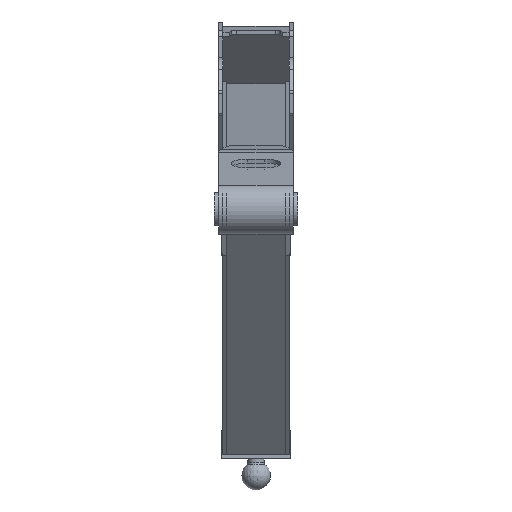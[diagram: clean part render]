
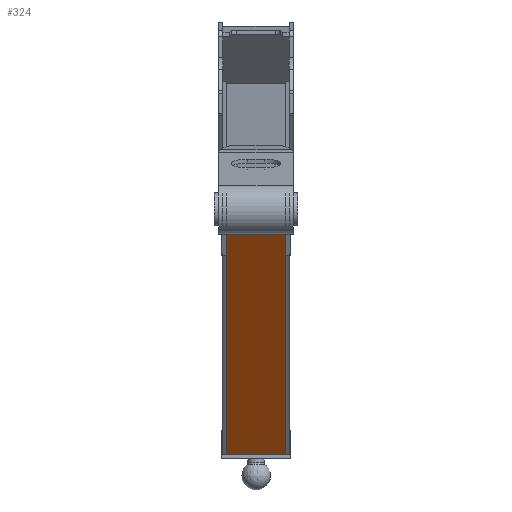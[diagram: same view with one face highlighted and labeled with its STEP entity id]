
A CAD part, front view. The second image highlights one B-rep face of the part: STEP entity #324.
In plain terms, the highlighted planar face has unit normal (0, -0.372, -0.928).
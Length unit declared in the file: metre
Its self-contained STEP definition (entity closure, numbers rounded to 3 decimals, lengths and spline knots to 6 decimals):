
#324 = ADVANCED_FACE( '', ( #746 ), #747, .T. );
#746 = FACE_OUTER_BOUND( '', #1269, .T. );
#747 = PLANE( '', #1270 );
#1269 = EDGE_LOOP( '', ( #2251, #2252, #2253, #2254 ) );
#1270 = AXIS2_PLACEMENT_3D( '', #2255, #2256, #2257 );
#2251 = ORIENTED_EDGE( '', *, *, #3382, .T. );
#2252 = ORIENTED_EDGE( '', *, *, #3471, .T. );
#2253 = ORIENTED_EDGE( '', *, *, #3312, .F. );
#2254 = ORIENTED_EDGE( '', *, *, #3417, .F. );
#2255 = CARTESIAN_POINT( '', ( 0.368714, 2.285554, 0.432938 ) );
#2256 = DIRECTION( '', ( 0., -0.372, -0.928 ) );
#2257 = DIRECTION( '', ( 0., 0.928, -0.372 ) );
#3312 = EDGE_CURVE( '', #4072, #4074, #4075, .T. );
#3382 = EDGE_CURVE( '', #4185, #4183, #4186, .T. );
#3417 = EDGE_CURVE( '', #4185, #4072, #4238, .T. );
#3471 = EDGE_CURVE( '', #4183, #4074, #4319, .T. );
#4072 = VERTEX_POINT( '', #5103 );
#4074 = VERTEX_POINT( '', #5106 );
#4075 = LINE( '', #5107, #5108 );
#4183 = VERTEX_POINT( '', #5261 );
#4185 = VERTEX_POINT( '', #5264 );
#4186 = LINE( '', #5265, #5266 );
#4238 = LINE( '', #5340, #5341 );
#4319 = LINE( '', #5452, #5453 );
#5103 = CARTESIAN_POINT( '', ( 0.457614, 2.26404, 0.441567 ) );
#5106 = CARTESIAN_POINT( '', ( 0.457614, 3.403427, -0.015446 ) );
#5107 = CARTESIAN_POINT( '', ( 0.457614, 2.285554, 0.432938 ) );
#5108 = VECTOR( '', #6110, 1. );
#5261 = CARTESIAN_POINT( '', ( 0.368714, 3.403427, -0.015446 ) );
#5264 = CARTESIAN_POINT( '', ( 0.368714, 2.26404, 0.441567 ) );
#5265 = CARTESIAN_POINT( '', ( 0.368714, 2.285554, 0.432938 ) );
#5266 = VECTOR( '', #6190, 1. );
#5340 = CARTESIAN_POINT( '', ( 0.368714, 2.26404, 0.441567 ) );
#5341 = VECTOR( '', #6234, 1. );
#5452 = CARTESIAN_POINT( '', ( 0.359824, 3.403427, -0.015446 ) );
#5453 = VECTOR( '', #6295, 1. );
#6110 = DIRECTION( '', ( 0., 0.928, -0.372 ) );
#6190 = DIRECTION( '', ( 0., 0.928, -0.372 ) );
#6234 = DIRECTION( '', ( 1., 0., 0. ) );
#6295 = DIRECTION( '', ( 1., 0., 0. ) );
